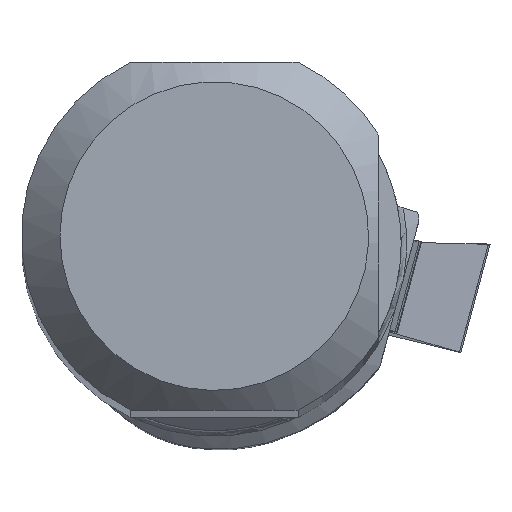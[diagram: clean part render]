
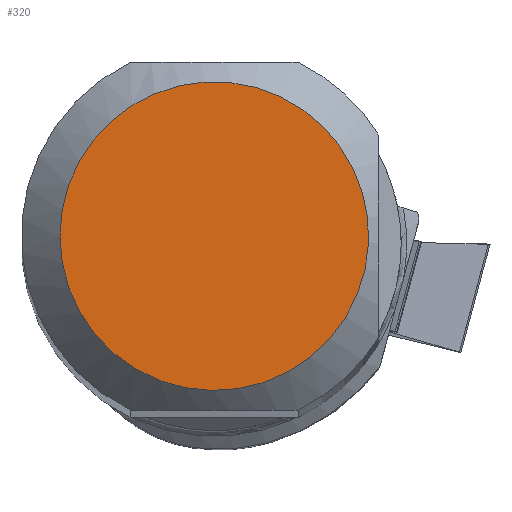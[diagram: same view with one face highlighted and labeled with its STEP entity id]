
A CAD part, top view. The second image highlights one B-rep face of the part: STEP entity #320.
In plain terms, the highlighted planar face has unit normal (0, 0, 1).
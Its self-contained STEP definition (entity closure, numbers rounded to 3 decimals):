
#233=CIRCLE('',#2318,7.991);
#320=ADVANCED_FACE('CU_SU_BP3',(#479),#387,.T.);
#387=PLANE('',#2319);
#479=FACE_OUTER_BOUND('',#587,.T.);
#587=EDGE_LOOP('',(#1118));
#1118=ORIENTED_EDGE('',*,*,#1699,.F.);
#1421=VERTEX_POINT('',#3788);
#1699=EDGE_CURVE('',#1421,#1421,#233,.T.);
#2318=AXIS2_PLACEMENT_3D('',#3787,#2858,#2859);
#2319=AXIS2_PLACEMENT_3D('',#3789,#2860,#2861);
#2858=DIRECTION('',(0.,0.,-1.));
#2859=DIRECTION('',(-1.,0.,0.));
#2860=DIRECTION('',(0.,0.,1.));
#2861=DIRECTION('',(-1.,0.,0.));
#3787=CARTESIAN_POINT('',(0.,0.,0.));
#3788=CARTESIAN_POINT('',(-7.991,0.,0.));
#3789=CARTESIAN_POINT('',(0.,0.,0.));
